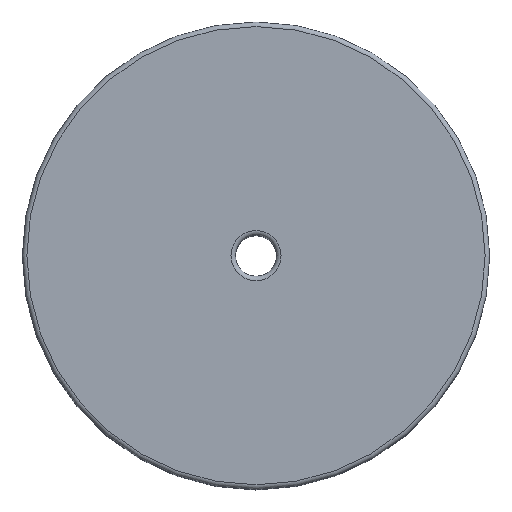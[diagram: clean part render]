
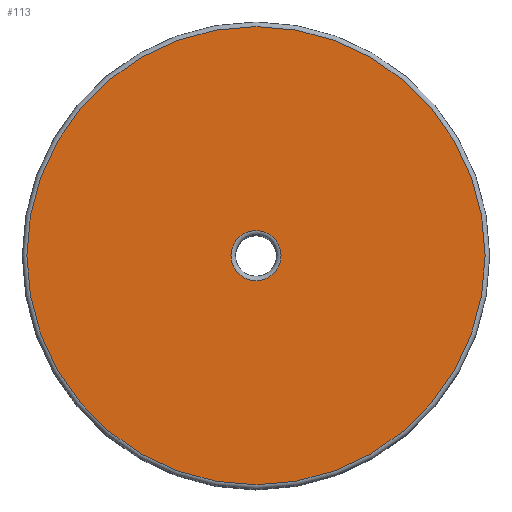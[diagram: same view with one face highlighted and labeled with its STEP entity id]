
A CAD part, top view. The second image highlights one B-rep face of the part: STEP entity #113.
In plain terms, the highlighted planar face has unit normal (0, 0, 1).
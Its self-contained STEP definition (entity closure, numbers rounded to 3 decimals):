
#12=DIRECTION('',(0.,0.,1.));
#33=DIRECTION('',(1.,0.,0.));
#63=DIRECTION('',(0.,0.,-1.));
#69=VERTEX_POINT('',#70);
#70=CARTESIAN_POINT('',(43.06,0.,38.2));
#76=ORIENTED_EDGE('',*,*,#77,.F.);
#77=EDGE_CURVE('',#69,#69,#78,.T.);
#78=CIRCLE('',#79,24.9);
#79=AXIS2_PLACEMENT_3D('',#80,#12,#33);
#80=CARTESIAN_POINT('',(18.16,0.,38.2));
#112=DIRECTION('',(-1.,0.,0.));
#113=ADVANCED_FACE('',(#114,#121),#123,.F.);
#114=FACE_BOUND('',#115,.F.);
#115=EDGE_LOOP('',(#116));
#116=ORIENTED_EDGE('',*,*,#117,.T.);
#117=EDGE_CURVE('',#118,#118,#120,.T.);
#118=VERTEX_POINT('',#119);
#119=CARTESIAN_POINT('',(20.885,0.,38.2));
#120=CIRCLE('',#79,2.725);
#121=FACE_BOUND('',#122,.F.);
#122=EDGE_LOOP('',(#76));
#123=PLANE('',#124);
#124=AXIS2_PLACEMENT_3D('',#125,#63,#112);
#125=CARTESIAN_POINT('',(43.56,0.,38.2));
